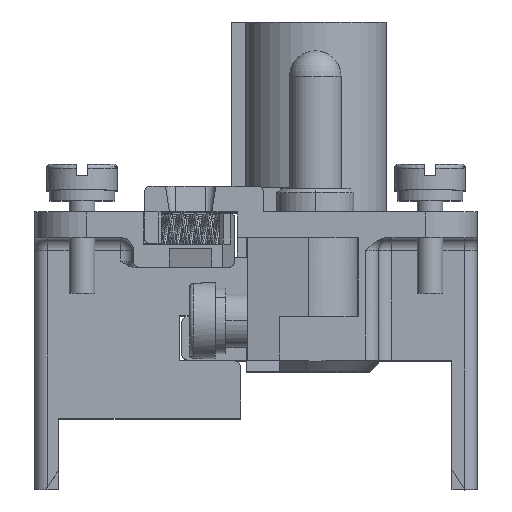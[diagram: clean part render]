
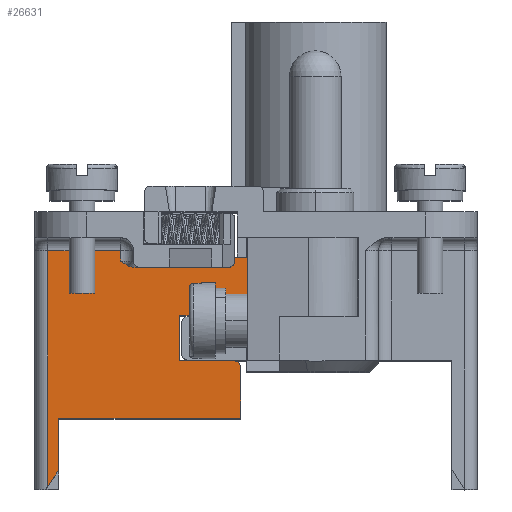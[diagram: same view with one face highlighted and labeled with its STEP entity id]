
A CAD part, top view. The second image highlights one B-rep face of the part: STEP entity #26631.
In plain terms, the highlighted planar face has unit normal (0, 0, 1).
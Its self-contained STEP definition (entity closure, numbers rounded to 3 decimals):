
#8492=DIRECTION('',(0.,1.,0.));
#8493=VECTOR('',#8492,4.);
#8494=CARTESIAN_POINT('',(-13.1,1.5,17.2));
#8495=LINE('',#8494,#8493);
#8528=DIRECTION('',(1.,0.,0.));
#8529=VECTOR('',#8528,14.1);
#8530=CARTESIAN_POINT('',(-13.1,5.5,17.2));
#8531=LINE('',#8530,#8529);
#8540=CARTESIAN_POINT('',(4.5,14.237,17.2));
#8541=DIRECTION('',(0.,0.,-1.));
#8542=DIRECTION('',(1.,0.,0.));
#8543=AXIS2_PLACEMENT_3D('',#8540,#8541,#8542);
#8545=DIRECTION('',(-0.999,-0.035,0.));
#8546=VECTOR('',#8545,8.222);
#8547=CARTESIAN_POINT('',(4.517,13.737,17.2));
#8548=LINE('',#8547,#8546);
#8549=DIRECTION('',(1.,0.,0.));
#8550=VECTOR('',#8549,4.2);
#8551=CARTESIAN_POINT('',(-3.7,9.95,17.2));
#8552=LINE('',#8551,#8550);
#8553=CARTESIAN_POINT('',(0.5,9.45,17.2));
#8554=DIRECTION('',(0.,0.,-1.));
#8555=DIRECTION('',(0.,1.,0.));
#8556=AXIS2_PLACEMENT_3D('',#8553,#8554,#8555);
#8558=DIRECTION('',(0.,-1.,0.));
#8559=VECTOR('',#8558,3.95);
#8560=CARTESIAN_POINT('',(1.,9.45,17.2));
#8561=LINE('',#8560,#8559);
#8562=DIRECTION('',(-0.555,-0.832,0.));
#8563=VECTOR('',#8562,1.532);
#8564=CARTESIAN_POINT('',(-13.1,1.5,17.2));
#8565=LINE('',#8564,#8563);
#8566=CARTESIAN_POINT('',(0.05,17.7,17.2));
#8567=DIRECTION('',(0.,0.,1.));
#8568=DIRECTION('',(0.,-1.,0.));
#8569=AXIS2_PLACEMENT_3D('',#8566,#8567,#8568);
#8571=DIRECTION('',(1.,0.,0.));
#8572=VECTOR('',#8571,3.95);
#8573=CARTESIAN_POINT('',(0.55,17.95,17.2));
#8574=LINE('',#8573,#8572);
#8575=CARTESIAN_POINT('',(4.5,17.45,17.2));
#8576=DIRECTION('',(0.,0.,-1.));
#8577=DIRECTION('',(0.,1.,0.));
#8578=AXIS2_PLACEMENT_3D('',#8575,#8576,#8577);
#8580=DIRECTION('',(0.,-1.,0.));
#8581=VECTOR('',#8580,3.213);
#8582=CARTESIAN_POINT('',(5.,17.45,17.2));
#8583=LINE('',#8582,#8581);
#8616=DIRECTION('',(0.,-1.,0.));
#8617=VECTOR('',#8616,0.25);
#8618=CARTESIAN_POINT('',(0.55,17.95,17.2));
#8619=LINE('',#8618,#8617);
#8694=DIRECTION('',(-1.,0.,0.));
#8695=VECTOR('',#8694,7.232);
#8696=CARTESIAN_POINT('',(0.05,17.2,17.2));
#8697=LINE('',#8696,#8695);
#8753=CARTESIAN_POINT('',(-7.182,17.2,17.2));
#8754=CARTESIAN_POINT('',(-7.195,17.2,17.2));
#8755=CARTESIAN_POINT('',(-7.22,17.201,17.2));
#8756=CARTESIAN_POINT('',(-7.259,17.203,17.2));
#8757=CARTESIAN_POINT('',(-7.285,17.206,17.2));
#8758=CARTESIAN_POINT('',(-7.298,17.207,17.2));
#8760=CARTESIAN_POINT('',(-7.298,17.207,17.2));
#8761=CARTESIAN_POINT('',(-7.402,17.22,17.2));
#8762=CARTESIAN_POINT('',(-7.615,17.278,17.2));
#8763=CARTESIAN_POINT('',(-7.931,17.442,17.2));
#8764=CARTESIAN_POINT('',(-8.171,17.609,17.2));
#8765=CARTESIAN_POINT('',(-8.3,17.7,17.2));
#8767=DIRECTION('',(0.,1.,0.));
#8768=VECTOR('',#8767,0.8);
#8769=CARTESIAN_POINT('',(-8.3,17.7,17.2));
#8770=LINE('',#8769,#8768);
#8794=DIRECTION('',(-1.,0.,0.));
#8795=VECTOR('',#8794,5.65);
#8796=CARTESIAN_POINT('',(-8.3,18.5,17.2));
#8797=LINE('',#8796,#8795);
#9333=DIRECTION('',(0.,-1.,0.));
#9334=VECTOR('',#9333,18.275);
#9335=CARTESIAN_POINT('',(-13.95,18.5,17.2));
#9336=LINE('',#9335,#9334);
#11884=DIRECTION('',(0.,1.,0.));
#11885=VECTOR('',#11884,3.5);
#11886=CARTESIAN_POINT('',(-3.7,9.95,17.2));
#11887=LINE('',#11886,#11885);
#13421=CARTESIAN_POINT('',(-13.1,5.5,17.2));
#13422=VERTEX_POINT('',#13421);
#13431=CARTESIAN_POINT('',(-13.1,1.5,17.2));
#13432=VERTEX_POINT('',#13431);
#13449=CARTESIAN_POINT('',(1.,5.5,17.2));
#13450=VERTEX_POINT('',#13449);
#13451=CARTESIAN_POINT('',(5.,14.237,17.2));
#13452=CARTESIAN_POINT('',(4.517,13.737,17.2));
#13453=VERTEX_POINT('',#13451);
#13454=VERTEX_POINT('',#13452);
#13455=CARTESIAN_POINT('',(-3.7,13.45,17.2));
#13456=VERTEX_POINT('',#13455);
#13457=CARTESIAN_POINT('',(-3.7,9.95,17.2));
#13458=VERTEX_POINT('',#13457);
#13459=CARTESIAN_POINT('',(0.5,9.95,17.2));
#13460=VERTEX_POINT('',#13459);
#13461=CARTESIAN_POINT('',(1.,9.45,17.2));
#13462=VERTEX_POINT('',#13461);
#13463=CARTESIAN_POINT('',(-13.95,0.225,17.2));
#13464=VERTEX_POINT('',#13463);
#13465=CARTESIAN_POINT('',(-13.95,18.5,17.2));
#13466=VERTEX_POINT('',#13465);
#13467=CARTESIAN_POINT('',(-8.3,18.5,17.2));
#13468=VERTEX_POINT('',#13467);
#13469=CARTESIAN_POINT('',(-8.3,17.7,17.2));
#13470=VERTEX_POINT('',#13469);
#13471=VERTEX_POINT('',#8760);
#13472=VERTEX_POINT('',#8753);
#13473=CARTESIAN_POINT('',(0.05,17.2,17.2));
#13474=VERTEX_POINT('',#13473);
#13475=CARTESIAN_POINT('',(0.55,17.7,17.2));
#13476=VERTEX_POINT('',#13475);
#13477=CARTESIAN_POINT('',(0.55,17.95,17.2));
#13478=VERTEX_POINT('',#13477);
#13479=CARTESIAN_POINT('',(4.5,17.95,17.2));
#13480=VERTEX_POINT('',#13479);
#13481=CARTESIAN_POINT('',(5.,17.45,17.2));
#13482=VERTEX_POINT('',#13481);
#26586=CARTESIAN_POINT('',(-14.95,0.,17.2));
#26587=DIRECTION('',(0.,0.,-1.));
#26588=DIRECTION('',(1.,0.,0.));
#26589=AXIS2_PLACEMENT_3D('',#26586,#26587,#26588);
#26590=PLANE('',#26589);
#26592=ORIENTED_EDGE('',*,*,#26591,.T.);
#26594=ORIENTED_EDGE('',*,*,#26593,.T.);
#26596=ORIENTED_EDGE('',*,*,#26595,.F.);
#26598=ORIENTED_EDGE('',*,*,#26597,.T.);
#26600=ORIENTED_EDGE('',*,*,#26599,.T.);
#26602=ORIENTED_EDGE('',*,*,#26601,.T.);
#26603=ORIENTED_EDGE('',*,*,#26578,.F.);
#26604=ORIENTED_EDGE('',*,*,#26547,.F.);
#26606=ORIENTED_EDGE('',*,*,#26605,.T.);
#26608=ORIENTED_EDGE('',*,*,#26607,.F.);
#26610=ORIENTED_EDGE('',*,*,#26609,.F.);
#26612=ORIENTED_EDGE('',*,*,#26611,.F.);
#26614=ORIENTED_EDGE('',*,*,#26613,.F.);
#26616=ORIENTED_EDGE('',*,*,#26615,.F.);
#26618=ORIENTED_EDGE('',*,*,#26617,.F.);
#26620=ORIENTED_EDGE('',*,*,#26619,.T.);
#26622=ORIENTED_EDGE('',*,*,#26621,.F.);
#26624=ORIENTED_EDGE('',*,*,#26623,.T.);
#26626=ORIENTED_EDGE('',*,*,#26625,.T.);
#26628=ORIENTED_EDGE('',*,*,#26627,.T.);
#26629=EDGE_LOOP('',(#26592,#26594,#26596,#26598,#26600,#26602,#26603,#26604,
#26606,#26608,#26610,#26612,#26614,#26616,#26618,#26620,#26622,#26624,#26626,
#26628));
#26630=FACE_OUTER_BOUND('',#26629,.F.);
#8544=CIRCLE('',#8543,0.5);
#8557=CIRCLE('',#8556,0.5);
#8570=CIRCLE('',#8569,0.5);
#8579=CIRCLE('',#8578,0.5);
#8759=B_SPLINE_CURVE_WITH_KNOTS('',3,(#8753,#8754,#8755,#8756,#8757,#8758),
.UNSPECIFIED.,.F.,.F.,(4,1,1,4),(0.,0.333,0.667,1.),
.UNSPECIFIED.);
#8766=B_SPLINE_CURVE_WITH_KNOTS('',3,(#8760,#8761,#8762,#8763,#8764,#8765),
.UNSPECIFIED.,.F.,.F.,(4,1,1,4),(0.,0.333,0.667,1.),
.UNSPECIFIED.);
#26547=EDGE_CURVE('',#13432,#13422,#8495,.T.);
#26578=EDGE_CURVE('',#13422,#13450,#8531,.T.);
#26591=EDGE_CURVE('',#13453,#13454,#8544,.T.);
#26593=EDGE_CURVE('',#13454,#13456,#8548,.T.);
#26595=EDGE_CURVE('',#13458,#13456,#11887,.T.);
#26597=EDGE_CURVE('',#13458,#13460,#8552,.T.);
#26599=EDGE_CURVE('',#13460,#13462,#8557,.T.);
#26601=EDGE_CURVE('',#13462,#13450,#8561,.T.);
#26605=EDGE_CURVE('',#13432,#13464,#8565,.T.);
#26607=EDGE_CURVE('',#13466,#13464,#9336,.T.);
#26609=EDGE_CURVE('',#13468,#13466,#8797,.T.);
#26611=EDGE_CURVE('',#13470,#13468,#8770,.T.);
#26613=EDGE_CURVE('',#13471,#13470,#8766,.T.);
#26615=EDGE_CURVE('',#13472,#13471,#8759,.T.);
#26617=EDGE_CURVE('',#13474,#13472,#8697,.T.);
#26619=EDGE_CURVE('',#13474,#13476,#8570,.T.);
#26621=EDGE_CURVE('',#13478,#13476,#8619,.T.);
#26623=EDGE_CURVE('',#13478,#13480,#8574,.T.);
#26625=EDGE_CURVE('',#13480,#13482,#8579,.T.);
#26627=EDGE_CURVE('',#13482,#13453,#8583,.T.);
#26631=ADVANCED_FACE('',(#26630),#26590,.F.);
